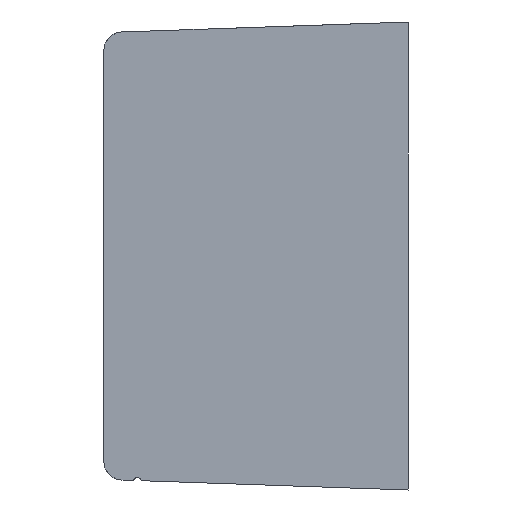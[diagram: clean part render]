
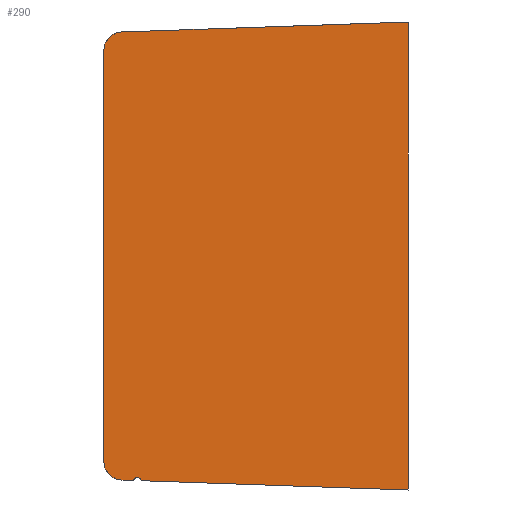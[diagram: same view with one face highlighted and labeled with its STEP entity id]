
A CAD part, left-side view. The second image highlights one B-rep face of the part: STEP entity #290.
In plain terms, the highlighted planar face has unit normal (-1, 0, 0).
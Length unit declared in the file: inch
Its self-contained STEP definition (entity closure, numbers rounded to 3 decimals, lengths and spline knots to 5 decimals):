
#5 = EDGE_CURVE ( 'NONE', #1277, #1343, #413, .T. ) ;
#40 = DIRECTION ( 'NONE',  ( -1., 0., 0. ) ) ;
#46 = DIRECTION ( 'NONE',  ( 0., -0.999, -0.035 ) ) ;
#58 = VERTEX_POINT ( 'NONE', #419 ) ;
#60 = EDGE_CURVE ( 'NONE', #1304, #330, #1062, .T. ) ;
#99 = ORIENTED_EDGE ( 'NONE', *, *, #791, .T. ) ;
#167 = CARTESIAN_POINT ( 'NONE',  ( -0.068, 3.42043, -2.38056 ) ) ;
#209 = ORIENTED_EDGE ( 'NONE', *, *, #629, .T. ) ;
#216 = DIRECTION ( 'NONE',  ( 0., -0.999, -0.035 ) ) ;
#263 = DIRECTION ( 'NONE',  ( 0., -0.999, 0.035 ) ) ;
#270 = CARTESIAN_POINT ( 'NONE',  ( -0.068, 3.05698, 2.39325 ) ) ;
#290 = ADVANCED_FACE ( 'NONE', ( #834 ), #1033, .F. ) ;
#307 = VECTOR ( 'NONE', #216, 39.37008 ) ;
#322 = EDGE_LOOP ( 'NONE', ( #868, #1145, #1074, #528, #99, #209, #1064, #946 ) ) ;
#330 = VERTEX_POINT ( 'NONE', #929 ) ;
#356 = LINE ( 'NONE', #167, #307 ) ;
#364 = LINE ( 'NONE', #371, #702 ) ;
#371 = CARTESIAN_POINT ( 'NONE',  ( -0.068, 3.24604, 2.38665 ) ) ;
#395 = DIRECTION ( 'NONE',  ( 0., -1., 0. ) ) ;
#399 = CARTESIAN_POINT ( 'NONE',  ( -0.068, 2.89106, -2.41359 ) ) ;
#410 = AXIS2_PLACEMENT_3D ( 'NONE', #1096, #1102, #1094 ) ;
#413 = LINE ( 'NONE', #469, #1187 ) ;
#419 = CARTESIAN_POINT ( 'NONE',  ( -0.068, 3.05698, -2.39325 ) ) ;
#425 = CARTESIAN_POINT ( 'NONE',  ( -0.068, 3.25, -2.19337 ) ) ;
#469 = CARTESIAN_POINT ( 'NONE',  ( -0.068, 0., 2.5 ) ) ;
#475 = CARTESIAN_POINT ( 'NONE',  ( -0.068, 3.05, 2.19337 ) ) ;
#477 = DIRECTION ( 'NONE',  ( -1., 0., 0. ) ) ;
#478 = DIRECTION ( 'NONE',  ( 0., 1., 0. ) ) ;
#495 = EDGE_CURVE ( 'NONE', #58, #330, #356, .T. ) ;
#511 = CARTESIAN_POINT ( 'NONE',  ( -0.068, 0., 2.5 ) ) ;
#527 = CARTESIAN_POINT ( 'NONE',  ( -0.068, 2.84799, -2.40055 ) ) ;
#528 = ORIENTED_EDGE ( 'NONE', *, *, #1257, .T. ) ;
#547 = VERTEX_POINT ( 'NONE', #751 ) ;
#551 = CIRCLE ( 'NONE', #1184, 0.2 ) ;
#590 = VECTOR ( 'NONE', #913, 39.37008 ) ;
#613 = CARTESIAN_POINT ( 'NONE',  ( -0.068, 0., -2.5 ) ) ;
#629 = EDGE_CURVE ( 'NONE', #928, #58, #551, .T. ) ;
#668 = EDGE_CURVE ( 'NONE', #1304, #1343, #850, .T. ) ;
#702 = VECTOR ( 'NONE', #263, 39.37008 ) ;
#737 = EDGE_CURVE ( 'NONE', #1119, #1277, #364, .T. ) ;
#751 = CARTESIAN_POINT ( 'NONE',  ( -0.068, 3.25, 2.19337 ) ) ;
#791 = EDGE_CURVE ( 'NONE', #547, #928, #1333, .T. ) ;
#819 = CARTESIAN_POINT ( 'NONE',  ( -0.068, 3.42043, -2.38056 ) ) ;
#834 = FACE_OUTER_BOUND ( 'NONE', #322, .T. ) ;
#849 = DIRECTION ( 'NONE',  ( -1., 0., 0. ) ) ;
#850 = LINE ( 'NONE', #819, #1051 ) ;
#868 = ORIENTED_EDGE ( 'NONE', *, *, #668, .T. ) ;
#869 = DIRECTION ( 'NONE',  ( 0., 1., 0. ) ) ;
#898 = CARTESIAN_POINT ( 'NONE',  ( -0.068, 3.25, 2.5 ) ) ;
#913 = DIRECTION ( 'NONE',  ( 0., 0., -1. ) ) ;
#928 = VERTEX_POINT ( 'NONE', #425 ) ;
#929 = CARTESIAN_POINT ( 'NONE',  ( -0.068, 2.93311, -2.39757 ) ) ;
#946 = ORIENTED_EDGE ( 'NONE', *, *, #60, .F. ) ;
#1033 = PLANE ( 'NONE',  #410 ) ;
#1051 = VECTOR ( 'NONE', #46, 39.37008 ) ;
#1062 = CIRCLE ( 'NONE', #1228, 0.045 ) ;
#1064 = ORIENTED_EDGE ( 'NONE', *, *, #495, .T. ) ;
#1074 = ORIENTED_EDGE ( 'NONE', *, *, #737, .F. ) ;
#1094 = DIRECTION ( 'NONE',  ( 0., 1., 0. ) ) ;
#1096 = CARTESIAN_POINT ( 'NONE',  ( -0.068, 3.25, 2.5 ) ) ;
#1102 = DIRECTION ( 'NONE',  ( 1., 0., 0. ) ) ;
#1119 = VERTEX_POINT ( 'NONE', #270 ) ;
#1145 = ORIENTED_EDGE ( 'NONE', *, *, #5, .F. ) ;
#1184 = AXIS2_PLACEMENT_3D ( 'NONE', #1286, #849, #869 ) ;
#1187 = VECTOR ( 'NONE', #1351, 39.37008 ) ;
#1228 = AXIS2_PLACEMENT_3D ( 'NONE', #399, #40, #395 ) ;
#1257 = EDGE_CURVE ( 'NONE', #1119, #547, #1314, .T. ) ;
#1277 = VERTEX_POINT ( 'NONE', #511 ) ;
#1286 = CARTESIAN_POINT ( 'NONE',  ( -0.068, 3.05, -2.19337 ) ) ;
#1304 = VERTEX_POINT ( 'NONE', #527 ) ;
#1314 = CIRCLE ( 'NONE', #1316, 0.2 ) ;
#1316 = AXIS2_PLACEMENT_3D ( 'NONE', #475, #477, #478 ) ;
#1333 = LINE ( 'NONE', #898, #590 ) ;
#1343 = VERTEX_POINT ( 'NONE', #613 ) ;
#1351 = DIRECTION ( 'NONE',  ( 0., 0., -1. ) ) ;
